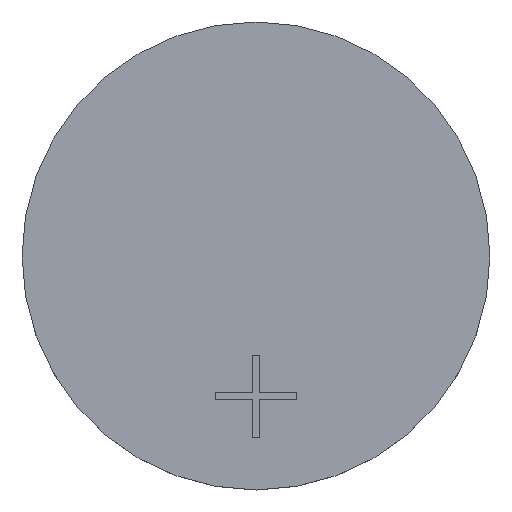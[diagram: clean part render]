
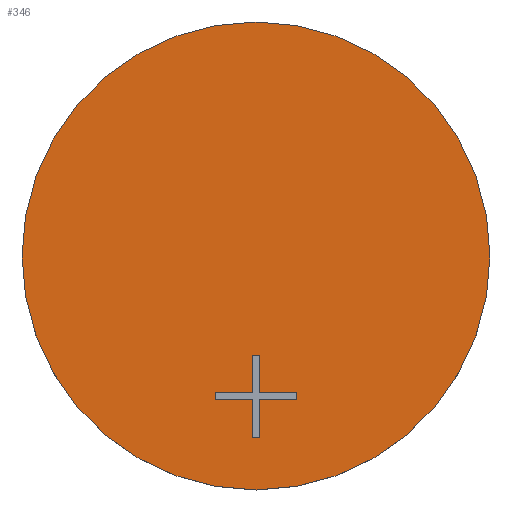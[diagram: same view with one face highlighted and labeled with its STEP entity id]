
A CAD part, top view. The second image highlights one B-rep face of the part: STEP entity #346.
In plain terms, the highlighted planar face has unit normal (0, 0, 1).
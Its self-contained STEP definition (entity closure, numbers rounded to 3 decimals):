
#16=FACE_BOUND('',#137,.T.);
#18=PLANE('',#390);
#36=LINE('',#534,#74);
#37=LINE('',#536,#75);
#38=LINE('',#538,#76);
#39=LINE('',#540,#77);
#40=LINE('',#542,#78);
#41=LINE('',#544,#79);
#42=LINE('',#546,#80);
#43=LINE('',#548,#81);
#44=LINE('',#550,#82);
#45=LINE('',#552,#83);
#46=LINE('',#554,#84);
#47=LINE('',#555,#85);
#74=VECTOR('',#440,1000.);
#75=VECTOR('',#441,1000.);
#76=VECTOR('',#442,1000.);
#77=VECTOR('',#443,1000.);
#78=VECTOR('',#444,1000.);
#79=VECTOR('',#445,1000.);
#80=VECTOR('',#446,1000.);
#81=VECTOR('',#447,1000.);
#82=VECTOR('',#448,1000.);
#83=VECTOR('',#449,1000.);
#84=VECTOR('',#450,1000.);
#85=VECTOR('',#451,1000.);
#116=FACE_OUTER_BOUND('',#136,.T.);
#136=EDGE_LOOP('',(#264));
#137=EDGE_LOOP('',(#265,#266,#267,#268,#269,#270,#271,#272,#273,#274,#275,
#276));
#162=CIRCLE('',#387,10.);
#170=VERTEX_POINT('',#524);
#172=VERTEX_POINT('',#532);
#173=VERTEX_POINT('',#533);
#174=VERTEX_POINT('',#535);
#175=VERTEX_POINT('',#537);
#176=VERTEX_POINT('',#539);
#177=VERTEX_POINT('',#541);
#178=VERTEX_POINT('',#543);
#179=VERTEX_POINT('',#545);
#180=VERTEX_POINT('',#547);
#181=VERTEX_POINT('',#549);
#182=VERTEX_POINT('',#551);
#183=VERTEX_POINT('',#553);
#205=EDGE_CURVE('',#170,#170,#162,.T.);
#208=EDGE_CURVE('',#172,#173,#36,.T.);
#209=EDGE_CURVE('',#173,#174,#37,.T.);
#210=EDGE_CURVE('',#174,#175,#38,.T.);
#211=EDGE_CURVE('',#176,#175,#39,.T.);
#212=EDGE_CURVE('',#176,#177,#40,.T.);
#213=EDGE_CURVE('',#178,#177,#41,.T.);
#214=EDGE_CURVE('',#179,#178,#42,.T.);
#215=EDGE_CURVE('',#180,#179,#43,.T.);
#216=EDGE_CURVE('',#181,#180,#44,.T.);
#217=EDGE_CURVE('',#181,#182,#45,.T.);
#218=EDGE_CURVE('',#183,#182,#46,.T.);
#219=EDGE_CURVE('',#183,#172,#47,.T.);
#264=ORIENTED_EDGE('',*,*,#205,.T.);
#265=ORIENTED_EDGE('',*,*,#208,.T.);
#266=ORIENTED_EDGE('',*,*,#209,.T.);
#267=ORIENTED_EDGE('',*,*,#210,.T.);
#268=ORIENTED_EDGE('',*,*,#211,.F.);
#269=ORIENTED_EDGE('',*,*,#212,.T.);
#270=ORIENTED_EDGE('',*,*,#213,.F.);
#271=ORIENTED_EDGE('',*,*,#214,.F.);
#272=ORIENTED_EDGE('',*,*,#215,.F.);
#273=ORIENTED_EDGE('',*,*,#216,.F.);
#274=ORIENTED_EDGE('',*,*,#217,.T.);
#275=ORIENTED_EDGE('',*,*,#218,.F.);
#276=ORIENTED_EDGE('',*,*,#219,.T.);
#346=ADVANCED_FACE('',(#116,#16),#18,.T.);
#387=AXIS2_PLACEMENT_3D('',#526,#431,#432);
#390=AXIS2_PLACEMENT_3D('',#531,#438,#439);
#431=DIRECTION('center_axis',(0.,0.,1.));
#432=DIRECTION('ref_axis',(0.,-1.,0.));
#438=DIRECTION('center_axis',(0.,0.,1.));
#439=DIRECTION('ref_axis',(0.,-1.,0.));
#440=DIRECTION('',(1.,0.,0.));
#441=DIRECTION('',(0.,1.,0.));
#442=DIRECTION('',(1.,0.,0.));
#443=DIRECTION('',(0.,1.,0.));
#444=DIRECTION('',(1.,0.,0.));
#445=DIRECTION('',(0.,1.,0.));
#446=DIRECTION('',(1.,0.,0.));
#447=DIRECTION('',(0.,1.,0.));
#448=DIRECTION('',(1.,0.,0.));
#449=DIRECTION('',(0.,1.,0.));
#450=DIRECTION('',(1.,0.,0.));
#451=DIRECTION('',(0.,1.,0.));
#524=CARTESIAN_POINT('',(0.,-10.,3.2));
#526=CARTESIAN_POINT('Origin',(0.,0.,3.2));
#531=CARTESIAN_POINT('Origin',(0.,0.,3.2));
#532=CARTESIAN_POINT('',(-1.75,-5.85,3.2));
#533=CARTESIAN_POINT('',(-0.15,-5.85,3.2));
#534=CARTESIAN_POINT('',(0.,-5.85,3.2));
#535=CARTESIAN_POINT('',(-0.15,-4.25,3.2));
#536=CARTESIAN_POINT('',(-0.15,0.,3.2));
#537=CARTESIAN_POINT('',(0.15,-4.25,3.2));
#538=CARTESIAN_POINT('',(0.,-4.25,3.2));
#539=CARTESIAN_POINT('',(0.15,-5.85,3.2));
#540=CARTESIAN_POINT('',(0.15,0.,3.2));
#541=CARTESIAN_POINT('',(1.75,-5.85,3.2));
#542=CARTESIAN_POINT('',(0.,-5.85,3.2));
#543=CARTESIAN_POINT('',(1.75,-6.15,3.2));
#544=CARTESIAN_POINT('',(1.75,0.,3.2));
#545=CARTESIAN_POINT('',(0.15,-6.15,3.2));
#546=CARTESIAN_POINT('',(0.,-6.15,3.2));
#547=CARTESIAN_POINT('',(0.15,-7.75,3.2));
#548=CARTESIAN_POINT('',(0.15,0.,3.2));
#549=CARTESIAN_POINT('',(-0.15,-7.75,3.2));
#550=CARTESIAN_POINT('',(0.,-7.75,3.2));
#551=CARTESIAN_POINT('',(-0.15,-6.15,3.2));
#552=CARTESIAN_POINT('',(-0.15,0.,3.2));
#553=CARTESIAN_POINT('',(-1.75,-6.15,3.2));
#554=CARTESIAN_POINT('',(0.,-6.15,3.2));
#555=CARTESIAN_POINT('',(-1.75,0.,3.2));
